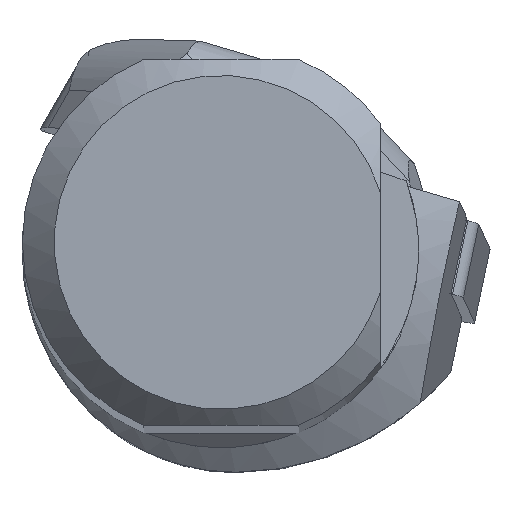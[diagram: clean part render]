
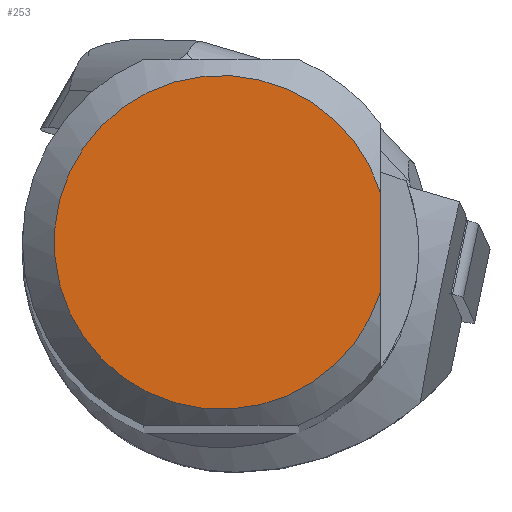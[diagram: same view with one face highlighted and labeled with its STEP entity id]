
A CAD part, top view. The second image highlights one B-rep face of the part: STEP entity #253.
In plain terms, the highlighted planar face has unit normal (0, 0, 1).
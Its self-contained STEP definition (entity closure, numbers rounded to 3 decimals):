
#179=FACE_OUTER_BOUND('',#626,.T.);
#253=ADVANCED_FACE('CU_SU_BP3',(#179),#314,.T.);
#314=PLANE('',#1604);
#401=LINE('',#2400,#521);
#521=VECTOR('',#1876,1.);
#626=EDGE_LOOP('',(#823,#824));
#823=ORIENTED_EDGE('',*,*,#1320,.T.);
#824=ORIENTED_EDGE('',*,*,#1321,.F.);
#1163=VERTEX_POINT('',#2401);
#1164=VERTEX_POINT('',#2402);
#1320=EDGE_CURVE('',#1163,#1164,#401,.T.);
#1321=EDGE_CURVE('',#1163,#1164,#1444,.T.);
#1444=CIRCLE('',#1603,10.491);
#1603=AXIS2_PLACEMENT_3D('',#2403,#1877,#1878);
#1604=AXIS2_PLACEMENT_3D('',#2404,#1879,#1880);
#1876=DIRECTION('',(0.,1.,0.));
#1877=DIRECTION('',(0.,0.,-1.));
#1878=DIRECTION('',(-1.,0.,0.));
#1879=DIRECTION('',(0.,0.,1.));
#1880=DIRECTION('',(-1.,0.,0.));
#2400=CARTESIAN_POINT('',(10.009,0.,0.));
#2401=CARTESIAN_POINT('',(10.009,-3.145,0.));
#2402=CARTESIAN_POINT('',(10.009,3.145,0.));
#2403=CARTESIAN_POINT('',(0.,0.,0.));
#2404=CARTESIAN_POINT('',(0.,0.,
0.));
